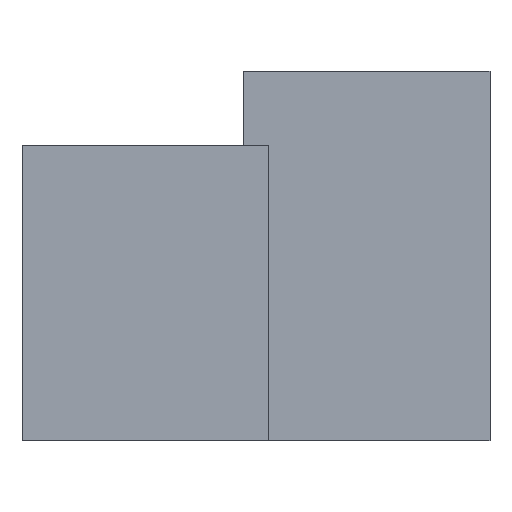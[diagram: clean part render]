
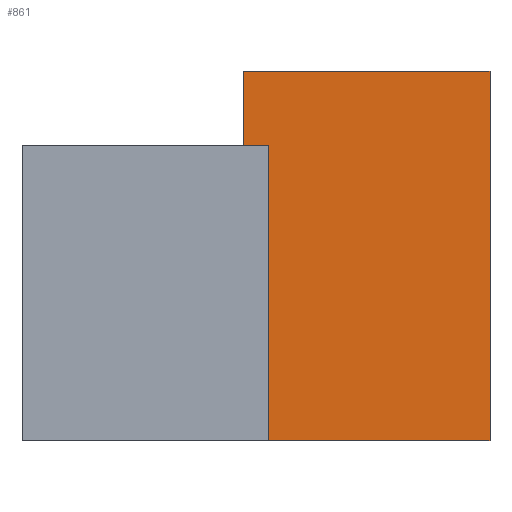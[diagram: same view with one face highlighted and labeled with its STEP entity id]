
A CAD part, front view. The second image highlights one B-rep face of the part: STEP entity #861.
In plain terms, the highlighted planar face has unit normal (0, -1, 0).
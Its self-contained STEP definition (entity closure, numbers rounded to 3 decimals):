
#861=ADVANCED_FACE('',(#1231),#5310,.T.);
#1231=FACE_OUTER_BOUND('',#1601,.T.);
#1601=EDGE_LOOP('',(#2020,#2021,#2022,#2023,#2024,#2025));
#2020=ORIENTED_EDGE('',*,*,#3675,.T.);
#2021=ORIENTED_EDGE('',*,*,#3674,.T.);
#2022=ORIENTED_EDGE('',*,*,#3684,.T.);
#2023=ORIENTED_EDGE('',*,*,#3639,.T.);
#2024=ORIENTED_EDGE('',*,*,#3640,.F.);
#2025=ORIENTED_EDGE('',*,*,#3685,.F.);
#3639=EDGE_CURVE('',#4828,#4829,#4451,.T.);
#3640=EDGE_CURVE('',#4830,#4829,#4452,.T.);
#3674=EDGE_CURVE('',#4853,#4854,#4486,.T.);
#3675=EDGE_CURVE('',#4855,#4853,#4487,.T.);
#3684=EDGE_CURVE('',#4854,#4828,#4496,.T.);
#3685=EDGE_CURVE('',#4855,#4830,#4497,.T.);
#4451=B_SPLINE_CURVE_WITH_KNOTS('',1,(#5854,#5855),.UNSPECIFIED.,.F.,.F.,
(2,2),(0.,150.),.UNSPECIFIED.);
#4452=B_SPLINE_CURVE_WITH_KNOTS('',1,(#5856,#5857),.UNSPECIFIED.,.F.,.F.,
(2,2),(0.,100.),.UNSPECIFIED.);
#4486=B_SPLINE_CURVE_WITH_KNOTS('',1,(#5924,#5925),.UNSPECIFIED.,.F.,.F.,
(2,2),(-120.,0.),.UNSPECIFIED.);
#4487=B_SPLINE_CURVE_WITH_KNOTS('',1,(#5926,#5927),.UNSPECIFIED.,.F.,.F.,
(2,2),(-90.,-80.),.UNSPECIFIED.);
#4496=B_SPLINE_CURVE_WITH_KNOTS('',1,(#5944,#5945),.UNSPECIFIED.,.F.,.F.,
(2,2),(10.,100.),.UNSPECIFIED.);
#4497=B_SPLINE_CURVE_WITH_KNOTS('',1,(#5946,#5947),.UNSPECIFIED.,.F.,.F.,
(2,2),(120.,150.),.UNSPECIFIED.);
#4828=VERTEX_POINT('',#5761);
#4829=VERTEX_POINT('',#5762);
#4830=VERTEX_POINT('',#5763);
#4853=VERTEX_POINT('',#5786);
#4854=VERTEX_POINT('',#5787);
#4855=VERTEX_POINT('',#5788);
#5310=PLANE('',#5453);
#5453=AXIS2_PLACEMENT_3D('',#5705,#5579,$);
#5579=DIRECTION('',(0.,-1.,0.));
#5705=CARTESIAN_POINT('',(71.651,460.244,0.));
#5761=CARTESIAN_POINT('',(171.651,460.244,0.));
#5762=CARTESIAN_POINT('',(171.651,460.244,150.));
#5763=CARTESIAN_POINT('',(71.651,460.244,150.));
#5786=CARTESIAN_POINT('',(81.651,460.244,120.));
#5787=CARTESIAN_POINT('',(81.651,460.244,0.));
#5788=CARTESIAN_POINT('',(71.651,460.244,120.));
#5854=CARTESIAN_POINT('',(171.651,460.244,0.));
#5855=CARTESIAN_POINT('',(171.651,460.244,150.));
#5856=CARTESIAN_POINT('',(71.651,460.244,150.));
#5857=CARTESIAN_POINT('',(171.651,460.244,150.));
#5924=CARTESIAN_POINT('',(81.651,460.244,120.));
#5925=CARTESIAN_POINT('',(81.651,460.244,0.));
#5926=CARTESIAN_POINT('',(71.651,460.244,120.));
#5927=CARTESIAN_POINT('',(81.651,460.244,120.));
#5944=CARTESIAN_POINT('',(81.651,460.244,0.));
#5945=CARTESIAN_POINT('',(171.651,460.244,0.));
#5946=CARTESIAN_POINT('',(71.651,460.244,120.));
#5947=CARTESIAN_POINT('',(71.651,460.244,150.));
